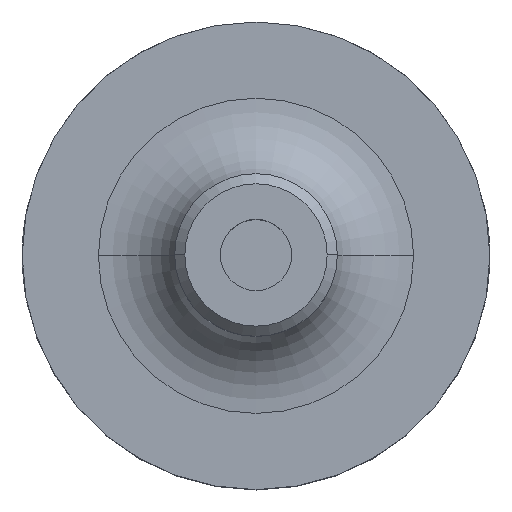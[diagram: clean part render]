
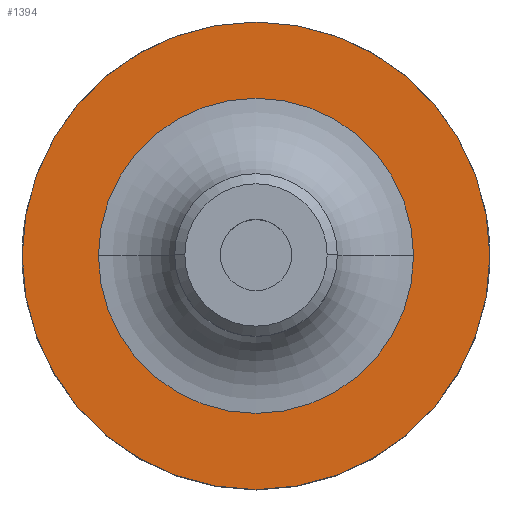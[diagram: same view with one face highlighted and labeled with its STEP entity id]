
A CAD part, top view. The second image highlights one B-rep face of the part: STEP entity #1394.
In plain terms, the highlighted planar face has unit normal (0, 0, 1).
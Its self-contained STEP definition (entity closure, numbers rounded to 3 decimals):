
#7 = ORIENTED_EDGE ( 'NONE', *, *, #317, .F. ) ;
#9 = EDGE_CURVE ( 'NONE', #1408, #1832, #166, .T. ) ;
#16 = DIRECTION ( 'NONE',  ( -1., 0., 0. ) ) ;
#27 = DIRECTION ( 'NONE',  ( 0., 0., -1. ) ) ;
#41 = AXIS2_PLACEMENT_3D ( 'NONE', #681, #1008, #1090 ) ;
#160 = ORIENTED_EDGE ( 'NONE', *, *, #179, .F. ) ;
#164 = CARTESIAN_POINT ( 'NONE',  ( 0., 0., 22. ) ) ;
#166 = CIRCLE ( 'NONE', #1139, 15.5 ) ;
#179 = EDGE_CURVE ( 'NONE', #1778, #485, #1174, .T. ) ;
#298 = ORIENTED_EDGE ( 'NONE', *, *, #9, .T. ) ;
#317 = EDGE_CURVE ( 'NONE', #485, #1778, #562, .T. ) ;
#356 = CARTESIAN_POINT ( 'NONE',  ( 0., 0., 22. ) ) ;
#378 = CARTESIAN_POINT ( 'NONE',  ( 23., 0., 22. ) ) ;
#464 = DIRECTION ( 'NONE',  ( -1., 0., 0. ) ) ;
#485 = VERTEX_POINT ( 'NONE', #378 ) ;
#488 = PLANE ( 'NONE',  #1002 ) ;
#499 = DIRECTION ( 'NONE',  ( -1., 0., 0. ) ) ;
#562 = CIRCLE ( 'NONE', #41, 23. ) ;
#609 = EDGE_LOOP ( 'NONE', ( #298, #944 ) ) ;
#677 = DIRECTION ( 'NONE',  ( 0., 0., -1. ) ) ;
#681 = CARTESIAN_POINT ( 'NONE',  ( 0., 0., 22. ) ) ;
#741 = CARTESIAN_POINT ( 'NONE',  ( 15.5, 0., 22. ) ) ;
#761 = DIRECTION ( 'NONE',  ( 0., 0., -1. ) ) ;
#944 = ORIENTED_EDGE ( 'NONE', *, *, #1572, .T. ) ;
#977 = EDGE_LOOP ( 'NONE', ( #160, #7 ) ) ;
#1002 = AXIS2_PLACEMENT_3D ( 'NONE', #356, #761, #1064 ) ;
#1008 = DIRECTION ( 'NONE',  ( 0., 0., -1. ) ) ;
#1056 = CARTESIAN_POINT ( 'NONE',  ( -15.5, 0., 22. ) ) ;
#1064 = DIRECTION ( 'NONE',  ( -1., 0., 0. ) ) ;
#1090 = DIRECTION ( 'NONE',  ( -1., 0., 0. ) ) ;
#1139 = AXIS2_PLACEMENT_3D ( 'NONE', #1295, #677, #464 ) ;
#1174 = CIRCLE ( 'NONE', #1730, 23. ) ;
#1270 = CIRCLE ( 'NONE', #1311, 15.5 ) ;
#1295 = CARTESIAN_POINT ( 'NONE',  ( 0., 0., 22. ) ) ;
#1311 = AXIS2_PLACEMENT_3D ( 'NONE', #1809, #1507, #499 ) ;
#1380 = CARTESIAN_POINT ( 'NONE',  ( -23., 0., 22. ) ) ;
#1394 = ADVANCED_FACE ( 'NONE', ( #1462, #1799 ), #488, .F. ) ;
#1408 = VERTEX_POINT ( 'NONE', #1056 ) ;
#1462 = FACE_BOUND ( 'NONE', #609, .T. ) ;
#1507 = DIRECTION ( 'NONE',  ( 0., 0., -1. ) ) ;
#1572 = EDGE_CURVE ( 'NONE', #1832, #1408, #1270, .T. ) ;
#1730 = AXIS2_PLACEMENT_3D ( 'NONE', #164, #27, #16 ) ;
#1778 = VERTEX_POINT ( 'NONE', #1380 ) ;
#1799 = FACE_OUTER_BOUND ( 'NONE', #977, .T. ) ;
#1809 = CARTESIAN_POINT ( 'NONE',  ( 0., 0., 22. ) ) ;
#1832 = VERTEX_POINT ( 'NONE', #741 ) ;
